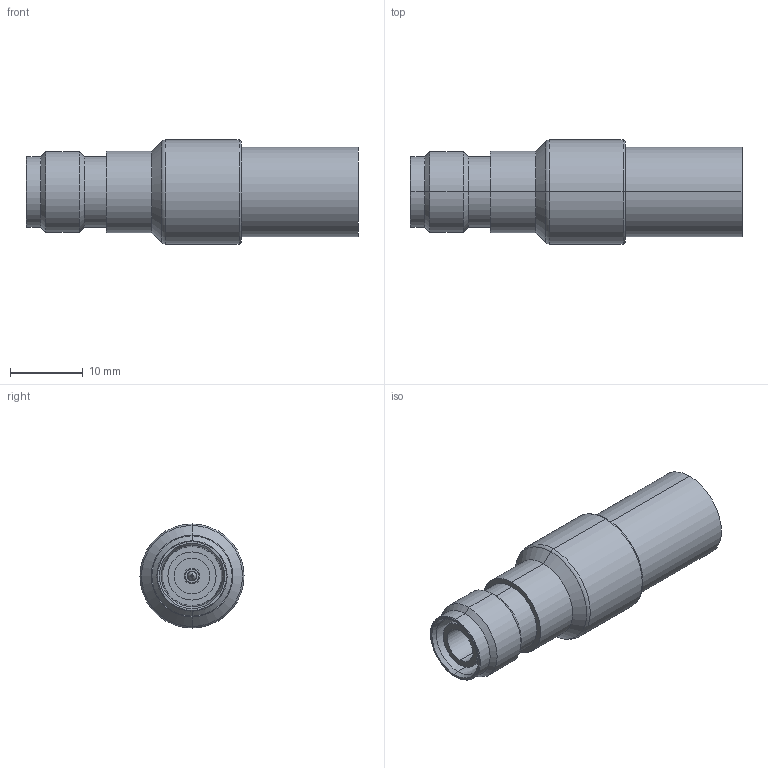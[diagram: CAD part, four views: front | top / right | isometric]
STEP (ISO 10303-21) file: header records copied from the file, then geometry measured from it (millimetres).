
FILE_DESCRIPTION (( 'STEP AP203' ), '1' );
FILE_NAME ('3190-1063.STEP', '2019-05-06T06:37:13', ( '' ), ( '' ), 'SwSTEP 2.0', 'SolidWorks 2017', '' );
FILE_SCHEMA (( 'CONFIG_CONTROL_DESIGN' ));
Length unit declared in the file: millimetre
Products named in the file (1): 3190-1063
Bounding box: 45.48 x 14.25 x 14.25 mm (x, y, z)
Volume: 3882.6 mm3; surface area: 3670.1 mm2
Topology: 1 solids, 1 shells, 71 faces, 144 edges, 88 vertices
Faces by surface type: cylinder 32, cone 20, plane 15, torus 4
Entity records: 1971 total; most frequent: DIRECTION 364, CARTESIAN_POINT 344, ORIENTED_EDGE 288, AXIS2_PLACEMENT_3D 156, EDGE_CURVE 144, VERTEX_POINT 88, CIRCLE 84, EDGE_LOOP 84
